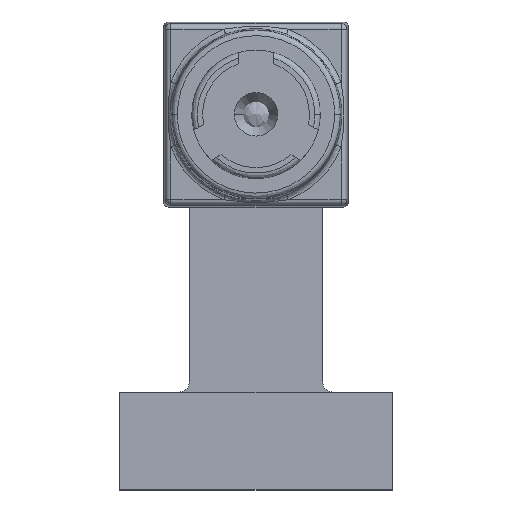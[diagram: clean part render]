
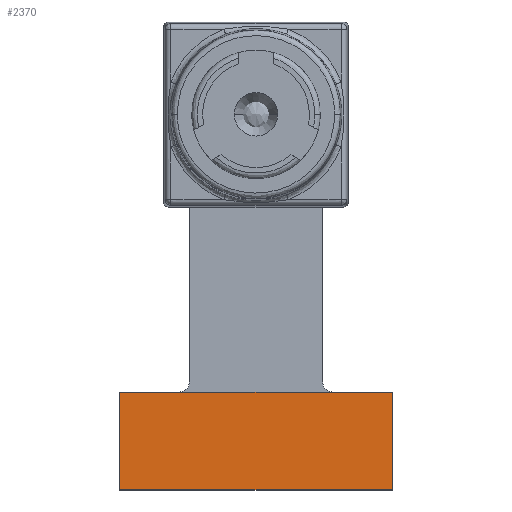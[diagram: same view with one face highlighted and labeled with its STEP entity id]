
A CAD part, top view. The second image highlights one B-rep face of the part: STEP entity #2370.
In plain terms, the highlighted planar face has unit normal (0, 0, 1).
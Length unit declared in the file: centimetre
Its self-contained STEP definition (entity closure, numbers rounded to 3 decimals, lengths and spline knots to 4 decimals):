
#72 = DIRECTION ( 'NONE',  ( 0., 1., 0. ) ) ;
#235 = CARTESIAN_POINT ( 'NONE',  ( -0.625, 0., 0.037 ) ) ;
#327 = AXIS2_PLACEMENT_3D ( 'NONE', #1988, #3338, #1969 ) ;
#535 = EDGE_CURVE ( 'NONE', #2052, #5318, #2457, .T. ) ;
#820 = VERTEX_POINT ( 'NONE', #1893 ) ;
#899 = DIRECTION ( 'NONE',  ( 0., -1., 0. ) ) ;
#918 = FACE_OUTER_BOUND ( 'NONE', #4549, .T. ) ;
#1552 = VECTOR ( 'NONE', #1608, 100. ) ;
#1608 = DIRECTION ( 'NONE',  ( 1., 0., 0. ) ) ;
#1733 = VECTOR ( 'NONE', #3762, 100. ) ;
#1893 = CARTESIAN_POINT ( 'NONE',  ( 0.625, -0.45, 0.037 ) ) ;
#1969 = DIRECTION ( 'NONE',  ( 0., -1., 0. ) ) ;
#1988 = CARTESIAN_POINT ( 'NONE',  ( 0., -0.225, 0.037 ) ) ;
#2044 = ORIENTED_EDGE ( 'NONE', *, *, #5201, .T. ) ;
#2052 = VERTEX_POINT ( 'NONE', #2405 ) ;
#2156 = EDGE_CURVE ( 'NONE', #5318, #4246, #5164, .T. ) ;
#2370 = ADVANCED_FACE ( 'NONE', ( #918 ), #3073, .T. ) ;
#2405 = CARTESIAN_POINT ( 'NONE',  ( 0.625, 0., 0.037 ) ) ;
#2457 = LINE ( 'NONE', #4143, #1733 ) ;
#2559 = CARTESIAN_POINT ( 'NONE',  ( -0.625, -0.45, 0.037 ) ) ;
#2879 = ORIENTED_EDGE ( 'NONE', *, *, #535, .T. ) ;
#2932 = VECTOR ( 'NONE', #72, 100. ) ;
#2943 = CARTESIAN_POINT ( 'NONE',  ( -0.625, -0.225, 0.037 ) ) ;
#3073 = PLANE ( 'NONE',  #327 ) ;
#3320 = CARTESIAN_POINT ( 'NONE',  ( 0., -0.45, 0.037 ) ) ;
#3338 = DIRECTION ( 'NONE',  ( 0., 0., 1. ) ) ;
#3762 = DIRECTION ( 'NONE',  ( -1., 0., 0. ) ) ;
#3819 = ORIENTED_EDGE ( 'NONE', *, *, #4154, .T. ) ;
#4045 = LINE ( 'NONE', #5456, #2932 ) ;
#4143 = CARTESIAN_POINT ( 'NONE',  ( 0., 0., 0.037 ) ) ;
#4154 = EDGE_CURVE ( 'NONE', #4246, #820, #5544, .T. ) ;
#4246 = VERTEX_POINT ( 'NONE', #2559 ) ;
#4549 = EDGE_LOOP ( 'NONE', ( #3819, #2044, #2879, #5635 ) ) ;
#5040 = VECTOR ( 'NONE', #899, 100. ) ;
#5164 = LINE ( 'NONE', #2943, #5040 ) ;
#5201 = EDGE_CURVE ( 'NONE', #820, #2052, #4045, .T. ) ;
#5318 = VERTEX_POINT ( 'NONE', #235 ) ;
#5456 = CARTESIAN_POINT ( 'NONE',  ( 0.625, -0.225, 0.037 ) ) ;
#5544 = LINE ( 'NONE', #3320, #1552 ) ;
#5635 = ORIENTED_EDGE ( 'NONE', *, *, #2156, .T. ) ;
